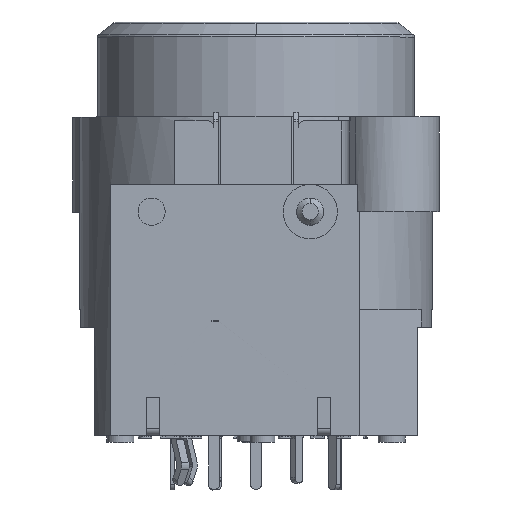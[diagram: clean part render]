
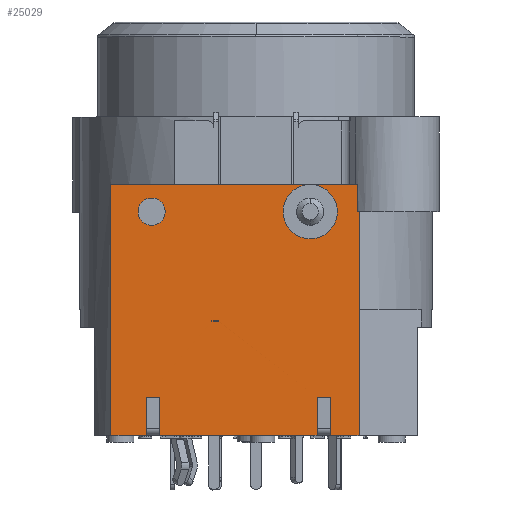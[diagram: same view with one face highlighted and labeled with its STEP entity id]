
A CAD part, top view. The second image highlights one B-rep face of the part: STEP entity #25029.
In plain terms, the highlighted planar face has unit normal (0, 0, 1).
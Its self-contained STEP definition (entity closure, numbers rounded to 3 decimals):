
#1142=DIRECTION('',(1.,0.,0.));
#1143=VECTOR('',#1142,11.6);
#1144=CARTESIAN_POINT('',(-7.1,-30.5,14.5));
#1145=LINE('',#1144,#1143);
#1146=DIRECTION('',(1.,0.,0.));
#1147=VECTOR('',#1146,2.1);
#1148=CARTESIAN_POINT('',(5.5,-30.5,14.5));
#1149=LINE('',#1148,#1147);
#1188=DIRECTION('',(1.,0.,0.));
#1189=VECTOR('',#1188,2.6);
#1190=CARTESIAN_POINT('',(-10.7,-30.5,14.5));
#1191=LINE('',#1190,#1189);
#5278=CARTESIAN_POINT('',(-7.7,-14.,14.5));
#5279=DIRECTION('',(0.,0.,1.));
#5280=DIRECTION('',(0.,1.,0.));
#5281=AXIS2_PLACEMENT_3D('',#5278,#5279,#5280);
#5283=CARTESIAN_POINT('',(-7.7,-14.,14.5));
#5284=DIRECTION('',(0.,0.,1.));
#5285=DIRECTION('',(0.,-1.,0.));
#5286=AXIS2_PLACEMENT_3D('',#5283,#5284,#5285);
#5288=CARTESIAN_POINT('',(4.,-14.,14.5));
#5289=DIRECTION('',(0.,0.,1.));
#5290=DIRECTION('',(0.,1.,0.));
#5291=AXIS2_PLACEMENT_3D('',#5288,#5289,#5290);
#5293=CARTESIAN_POINT('',(4.,-14.,14.5));
#5294=DIRECTION('',(0.,0.,1.));
#5295=DIRECTION('',(0.,-1.,0.));
#5296=AXIS2_PLACEMENT_3D('',#5293,#5294,#5295);
#5298=DIRECTION('',(0.,-1.,0.));
#5299=VECTOR('',#5298,2.);
#5300=CARTESIAN_POINT('',(7.5,-12.,14.5));
#5301=LINE('',#5300,#5299);
#5302=DIRECTION('',(1.,0.,0.));
#5303=VECTOR('',#5302,0.1);
#5304=CARTESIAN_POINT('',(7.5,-14.,14.5));
#5305=LINE('',#5304,#5303);
#5306=DIRECTION('',(0.,-1.,0.));
#5307=VECTOR('',#5306,16.5);
#5308=CARTESIAN_POINT('',(7.6,-14.,14.5));
#5309=LINE('',#5308,#5307);
#5328=DIRECTION('',(1.,0.,0.));
#5329=VECTOR('',#5328,0.5);
#5330=CARTESIAN_POINT('',(-3.251,-22.061,14.5));
#5331=LINE('',#5330,#5329);
#5332=CARTESIAN_POINT('',(-2.751,-22.061,14.5));
#5333=CARTESIAN_POINT('',(-2.751,-22.065,14.5));
#5334=CARTESIAN_POINT('',(-2.751,-22.074,
14.5));
#5335=CARTESIAN_POINT('',(-2.751,-22.087,
14.501));
#5336=CARTESIAN_POINT('',(-2.751,-22.096,
14.498));
#5337=CARTESIAN_POINT('',(-2.751,-22.1,14.498));
#5339=DIRECTION('',(-1.,0.,0.));
#5340=VECTOR('',#5339,0.5);
#5341=CARTESIAN_POINT('',(-2.751,-22.1,14.498));
#5342=LINE('',#5341,#5340);
#5343=CARTESIAN_POINT('',(-3.251,-22.1,14.498));
#5344=CARTESIAN_POINT('',(-3.251,-22.096,
14.498));
#5345=CARTESIAN_POINT('',(-3.251,-22.087,
14.501));
#5346=CARTESIAN_POINT('',(-3.251,-22.074,
14.5));
#5347=CARTESIAN_POINT('',(-3.251,-22.065,14.5));
#5348=CARTESIAN_POINT('',(-3.251,-22.061,14.5));
#5350=DIRECTION('',(0.,-1.,0.));
#5351=VECTOR('',#5350,2.8);
#5352=CARTESIAN_POINT('',(-7.1,-27.7,14.5));
#5353=LINE('',#5352,#5351);
#5371=DIRECTION('',(0.,1.,0.));
#5372=VECTOR('',#5371,2.8);
#5373=CARTESIAN_POINT('',(-8.1,-30.5,14.5));
#5374=LINE('',#5373,#5372);
#5388=DIRECTION('',(1.,0.,0.));
#5389=VECTOR('',#5388,1.);
#5390=CARTESIAN_POINT('',(-8.1,-27.7,14.5));
#5391=LINE('',#5390,#5389);
#5400=DIRECTION('',(0.,-1.,0.));
#5401=VECTOR('',#5400,18.5);
#5402=CARTESIAN_POINT('',(-10.7,-12.,14.5));
#5403=LINE('',#5402,#5401);
#5816=DIRECTION('',(-1.,0.,0.));
#5817=VECTOR('',#5816,3.5);
#5818=CARTESIAN_POINT('',(7.5,-12.,14.5));
#5819=LINE('',#5818,#5817);
#5820=DIRECTION('',(-1.,0.,0.));
#5821=VECTOR('',#5820,14.7);
#5822=CARTESIAN_POINT('',(4.,-12.,14.5));
#5823=LINE('',#5822,#5821);
#12810=DIRECTION('',(0.,-1.,0.));
#12811=VECTOR('',#12810,2.8);
#12812=CARTESIAN_POINT('',(5.5,-27.7,14.5));
#12813=LINE('',#12812,#12811);
#12831=DIRECTION('',(0.,1.,0.));
#12832=VECTOR('',#12831,2.8);
#12833=CARTESIAN_POINT('',(4.5,-30.5,14.5));
#12834=LINE('',#12833,#12832);
#12848=DIRECTION('',(1.,0.,0.));
#12849=VECTOR('',#12848,1.);
#12850=CARTESIAN_POINT('',(4.5,-27.7,14.5));
#12851=LINE('',#12850,#12849);
#13732=CARTESIAN_POINT('',(5.5,-30.5,14.5));
#13733=CARTESIAN_POINT('',(4.5,-30.5,14.5));
#13734=VERTEX_POINT('',#13732);
#13735=VERTEX_POINT('',#13733);
#13736=CARTESIAN_POINT('',(7.6,-30.5,14.5));
#13737=VERTEX_POINT('',#13736);
#13754=CARTESIAN_POINT('',(-10.7,-30.5,14.5));
#13755=VERTEX_POINT('',#13754);
#13756=CARTESIAN_POINT('',(-8.1,-30.5,14.5));
#13757=VERTEX_POINT('',#13756);
#13758=CARTESIAN_POINT('',(-7.1,-30.5,14.5));
#13759=VERTEX_POINT('',#13758);
#14540=CARTESIAN_POINT('',(4.5,-27.7,14.5));
#14541=VERTEX_POINT('',#14540);
#14544=CARTESIAN_POINT('',(-7.1,-27.7,14.5));
#14545=VERTEX_POINT('',#14544);
#14546=CARTESIAN_POINT('',(-8.1,-27.7,14.5));
#14547=VERTEX_POINT('',#14546);
#14548=CARTESIAN_POINT('',(-10.7,-12.,14.5));
#14549=VERTEX_POINT('',#14548);
#14550=CARTESIAN_POINT('',(4.,-12.,14.5));
#14551=VERTEX_POINT('',#14550);
#14552=CARTESIAN_POINT('',(4.,-16.,14.5));
#14553=VERTEX_POINT('',#14552);
#14554=CARTESIAN_POINT('',(7.5,-12.,14.5));
#14555=VERTEX_POINT('',#14554);
#14556=CARTESIAN_POINT('',(7.5,-14.,14.5));
#14557=VERTEX_POINT('',#14556);
#14558=CARTESIAN_POINT('',(7.6,-14.,14.5));
#14559=VERTEX_POINT('',#14558);
#14560=CARTESIAN_POINT('',(5.5,-27.7,14.5));
#14561=VERTEX_POINT('',#14560);
#14562=CARTESIAN_POINT('',(-2.751,-22.1,14.498));
#14563=CARTESIAN_POINT('',(-3.251,-22.1,14.498));
#14564=VERTEX_POINT('',#14562);
#14565=VERTEX_POINT('',#14563);
#14566=CARTESIAN_POINT('',(-7.7,-13.,14.5));
#14567=CARTESIAN_POINT('',(-7.7,-15.,14.5));
#14568=VERTEX_POINT('',#14566);
#14569=VERTEX_POINT('',#14567);
#17314=CARTESIAN_POINT('',(-3.251,-22.061,14.5));
#17315=CARTESIAN_POINT('',(-2.751,-22.061,14.5));
#17316=VERTEX_POINT('',#17314);
#17317=VERTEX_POINT('',#17315);
#24975=CARTESIAN_POINT('',(7.5,-12.,14.5));
#24976=DIRECTION('',(0.,0.,1.));
#24977=DIRECTION('',(-1.,0.,0.));
#24978=AXIS2_PLACEMENT_3D('',#24975,#24976,#24977);
#24979=PLANE('',#24978);
#24980=ORIENTED_EDGE('',*,*,#17684,.F.);
#24982=ORIENTED_EDGE('',*,*,#24981,.F.);
#24984=ORIENTED_EDGE('',*,*,#24983,.F.);
#24986=ORIENTED_EDGE('',*,*,#24985,.F.);
#24987=ORIENTED_EDGE('',*,*,#17708,.F.);
#24989=ORIENTED_EDGE('',*,*,#24988,.F.);
#24991=ORIENTED_EDGE('',*,*,#24990,.F.);
#24993=ORIENTED_EDGE('',*,*,#24992,.T.);
#24995=ORIENTED_EDGE('',*,*,#24994,.T.);
#24997=ORIENTED_EDGE('',*,*,#24996,.F.);
#24999=ORIENTED_EDGE('',*,*,#24998,.T.);
#25001=ORIENTED_EDGE('',*,*,#25000,.T.);
#25003=ORIENTED_EDGE('',*,*,#25002,.T.);
#25004=ORIENTED_EDGE('',*,*,#17688,.F.);
#25006=ORIENTED_EDGE('',*,*,#25005,.F.);
#25008=ORIENTED_EDGE('',*,*,#25007,.F.);
#25010=ORIENTED_EDGE('',*,*,#25009,.F.);
#25011=EDGE_LOOP('',(#24980,#24982,#24984,#24986,#24987,#24989,#24991,#24993,
#24995,#24997,#24999,#25001,#25003,#25004,#25006,#25008,#25010));
#25012=FACE_OUTER_BOUND('',#25011,.F.);
#25014=ORIENTED_EDGE('',*,*,#25013,.F.);
#25016=ORIENTED_EDGE('',*,*,#25015,.F.);
#25018=ORIENTED_EDGE('',*,*,#25017,.F.);
#25020=ORIENTED_EDGE('',*,*,#25019,.F.);
#25021=EDGE_LOOP('',(#25014,#25016,#25018,#25020));
#25022=FACE_BOUND('',#25021,.F.);
#25024=ORIENTED_EDGE('',*,*,#25023,.T.);
#25026=ORIENTED_EDGE('',*,*,#25025,.T.);
#25027=EDGE_LOOP('',(#25024,#25026));
#25028=FACE_BOUND('',#25027,.F.);
#5282=CIRCLE('',#5281,1.);
#5287=CIRCLE('',#5286,1.);
#5292=CIRCLE('',#5291,2.);
#5297=CIRCLE('',#5296,2.);
#5338=B_SPLINE_CURVE_WITH_KNOTS('',3,(#5332,#5333,#5334,#5335,#5336,#5337),
.UNSPECIFIED.,.F.,.F.,(4,1,1,4),(0.,0.333,0.667,1.),
.UNSPECIFIED.);
#5349=B_SPLINE_CURVE_WITH_KNOTS('',3,(#5343,#5344,#5345,#5346,#5347,#5348),
.UNSPECIFIED.,.F.,.F.,(4,1,1,4),(0.,0.333,0.667,1.),
.UNSPECIFIED.);
#17684=EDGE_CURVE('',#13759,#13735,#1145,.T.);
#17688=EDGE_CURVE('',#13734,#13737,#1149,.T.);
#17708=EDGE_CURVE('',#13755,#13757,#1191,.T.);
#24981=EDGE_CURVE('',#14545,#13759,#5353,.T.);
#24983=EDGE_CURVE('',#14547,#14545,#5391,.T.);
#24985=EDGE_CURVE('',#13757,#14547,#5374,.T.);
#24988=EDGE_CURVE('',#14549,#13755,#5403,.T.);
#24990=EDGE_CURVE('',#14551,#14549,#5823,.T.);
#24992=EDGE_CURVE('',#14551,#14553,#5292,.T.);
#24994=EDGE_CURVE('',#14553,#14551,#5297,.T.);
#24996=EDGE_CURVE('',#14555,#14551,#5819,.T.);
#24998=EDGE_CURVE('',#14555,#14557,#5301,.T.);
#25000=EDGE_CURVE('',#14557,#14559,#5305,.T.);
#25002=EDGE_CURVE('',#14559,#13737,#5309,.T.);
#25005=EDGE_CURVE('',#14561,#13734,#12813,.T.);
#25007=EDGE_CURVE('',#14541,#14561,#12851,.T.);
#25009=EDGE_CURVE('',#13735,#14541,#12834,.T.);
#25013=EDGE_CURVE('',#17317,#14564,#5338,.T.);
#25015=EDGE_CURVE('',#17316,#17317,#5331,.T.);
#25017=EDGE_CURVE('',#14565,#17316,#5349,.T.);
#25019=EDGE_CURVE('',#14564,#14565,#5342,.T.);
#25023=EDGE_CURVE('',#14568,#14569,#5282,.T.);
#25025=EDGE_CURVE('',#14569,#14568,#5287,.T.);
#25029=ADVANCED_FACE('',(#25012,#25022,#25028),#24979,.T.);
